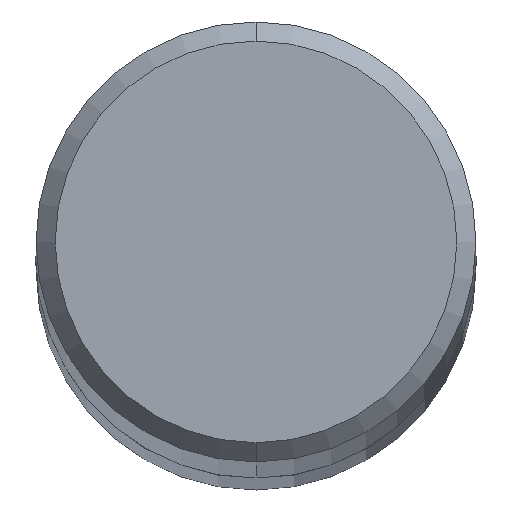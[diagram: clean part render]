
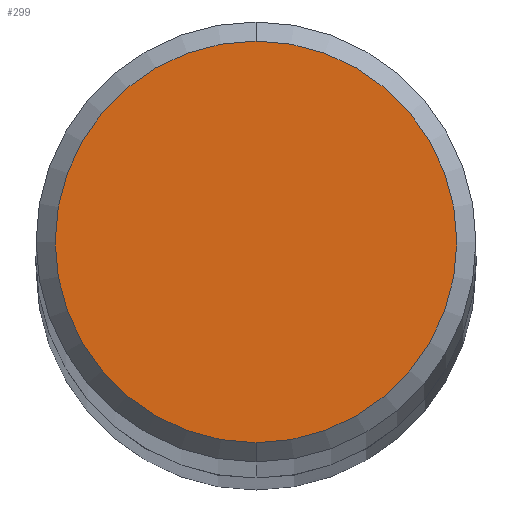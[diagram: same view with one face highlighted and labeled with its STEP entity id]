
A CAD part, top view. The second image highlights one B-rep face of the part: STEP entity #299.
In plain terms, the highlighted planar face has unit normal (0, 0, 1).
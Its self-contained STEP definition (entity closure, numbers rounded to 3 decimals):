
#163=VERTEX_POINT('',#438);
#221=EDGE_CURVE('',#255,#163,#502,.T.);
#255=VERTEX_POINT('',#541);
#299=ADVANCED_FACE('',(#590),#591,.T.);
#327=EDGE_CURVE('',#163,#255,#621,.T.);
#438=CARTESIAN_POINT('',(0.0,1.05,0.0));
#502=CIRCLE('',#893,1.05);
#541=CARTESIAN_POINT('',(0.,-1.05,0.0));
#590=FACE_OUTER_BOUND('',#1027,.T.);
#591=PLANE('',#1028);
#621=CIRCLE('',#1080,1.05);
#893=AXIS2_PLACEMENT_3D('',#1377,#1378,#1379);
#1027=EDGE_LOOP('',(#1492,#1493));
#1028=AXIS2_PLACEMENT_3D('',#1494,#1495,#1496);
#1080=AXIS2_PLACEMENT_3D('',#1521,#1522,#1523);
#1377=CARTESIAN_POINT('',(0.0,0.0,0.0));
#1378=DIRECTION('',(0.0,0.0,-1.0));
#1379=DIRECTION('',(0.0,1.0,0.0));
#1492=ORIENTED_EDGE('',*,*,#327,.F.);
#1493=ORIENTED_EDGE('',*,*,#221,.F.);
#1494=CARTESIAN_POINT('',(0.0,0.525,0.0));
#1495=DIRECTION('',(-0.0,0.0,1.0));
#1496=DIRECTION('',(0.0,-1.0,0.0));
#1521=CARTESIAN_POINT('',(0.0,0.0,0.0));
#1522=DIRECTION('',(0.0,0.0,-1.0));
#1523=DIRECTION('',(0.0,1.0,0.0));
